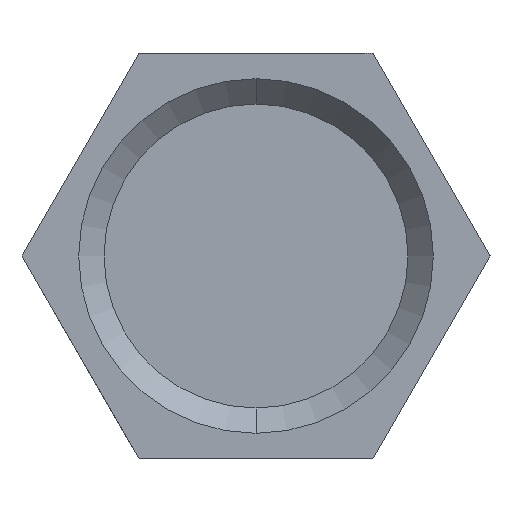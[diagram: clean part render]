
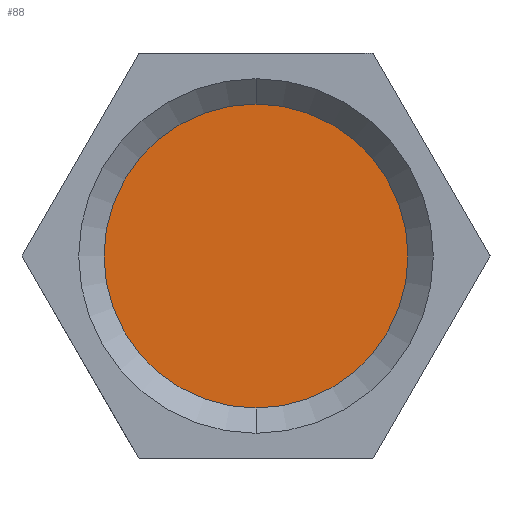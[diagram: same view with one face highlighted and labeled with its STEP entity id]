
A CAD part, left-side view. The second image highlights one B-rep face of the part: STEP entity #88.
In plain terms, the highlighted planar face has unit normal (-1, 0, 0).
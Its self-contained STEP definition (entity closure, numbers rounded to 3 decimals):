
#88=ADVANCED_FACE('',(#389),#390,.F.);
#389=FACE_OUTER_BOUND('',#951,.T.);
#390=PLANE('',#952);
#951=EDGE_LOOP('',(#5320,#5321));
#952=AXIS2_PLACEMENT_3D('',#5322,#5323,#5324);
#5320=ORIENTED_EDGE('',*,*,#6932,.T.);
#5321=ORIENTED_EDGE('',*,*,#7110,.T.);
#5322=CARTESIAN_POINT('',(-48.0,0.0,0.0));
#5323=DIRECTION('',(1.0,0.0,0.0));
#5324=DIRECTION('',(0.0,1.0,0.0));
#6932=EDGE_CURVE('',#7632,#7630,#7633,.T.);
#7110=EDGE_CURVE('',#7630,#7632,#7986,.T.);
#7630=VERTEX_POINT('',#8783);
#7632=VERTEX_POINT('',#8786);
#7633=CIRCLE('',#8787,3.0);
#7986=CIRCLE('',#10297,3.0);
#8783=CARTESIAN_POINT('',(-48.0,0.,3.0));
#8786=CARTESIAN_POINT('',(-48.0,0.0,-3.0));
#8787=AXIS2_PLACEMENT_3D('',#13884,#13885,#13886);
#10297=AXIS2_PLACEMENT_3D('',#14005,#14006,#14007);
#13884=CARTESIAN_POINT('',(-48.0,0.0,0.0));
#13885=DIRECTION('',(-1.0,-0.0,-0.0));
#13886=DIRECTION('',(0.0,0.0,-1.0));
#14005=CARTESIAN_POINT('',(-48.0,0.0,0.0));
#14006=DIRECTION('',(-1.0,-0.0,-0.0));
#14007=DIRECTION('',(0.0,0.0,-1.0));
